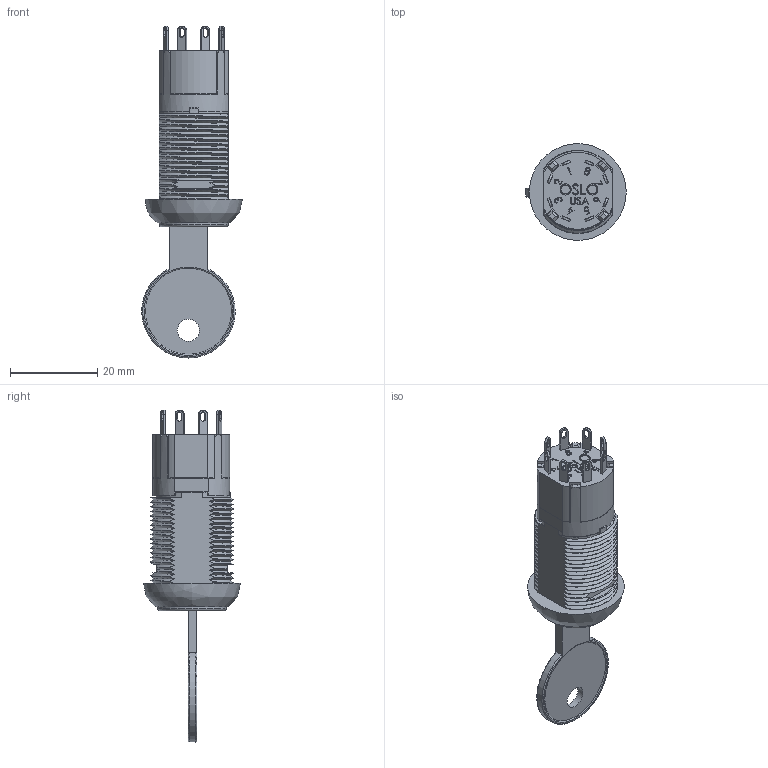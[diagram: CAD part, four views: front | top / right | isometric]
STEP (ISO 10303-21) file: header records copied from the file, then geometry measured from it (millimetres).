
FILE_DESCRIPTION(/* description */ (''),/* implementation_level */ '2;1');
FILE_NAME(/* name */ 'K2 Series Model.stp',/* time_stamp */ '2023-11-02T16:00:36-04:00',/* author */ ('dwiltbank'),/* organization */ (''),/* preprocessor_version */ 'ST-DEVELOPER v19.2',/* originating_system */ 'Autodesk Inventor 2024',/* authorisation */ '');
FILE_SCHEMA (('AUTOMOTIVE_DESIGN { 1 0 10303 214 3 1 1 }'));
Products named in the file (1): K2 Series Model_Simplify_1
Bounding box: 23.07 x 22.23 x 76.21 mm (x, y, z)
Volume: 8073.6 mm3; surface area: 11340.2 mm2
Topology: 2 solids, 2 shells, 1653 faces, 5030 edges, 3279 vertices
Faces by surface type: plane 1097, bspline 291, cylinder 243, cone 14, torus 6, sphere 2
Full cylindrical faces by diameter (mm): 2.972 x1, 3.061 x1, 3.124 x1, 5.08 x1, 5.588 x1, 6.096 x1, 6.35 x1, 6.858 x1, 7.366 x1, 7.772 x1, 9.296 x1, 12.192 x1, 12.7 x1, 12.878 x1, 14.732 x1, 15.799 x1, 16.154 x1
Entity records: 158651 total; most frequent: CARTESIAN_POINT 113530, ORIENTED_EDGE 10058, DIRECTION 7838, EDGE_CURVE 5029, LINE 3648, VECTOR 3648, VERTEX_POINT 3279, AXIS2_PLACEMENT_3D 2095
